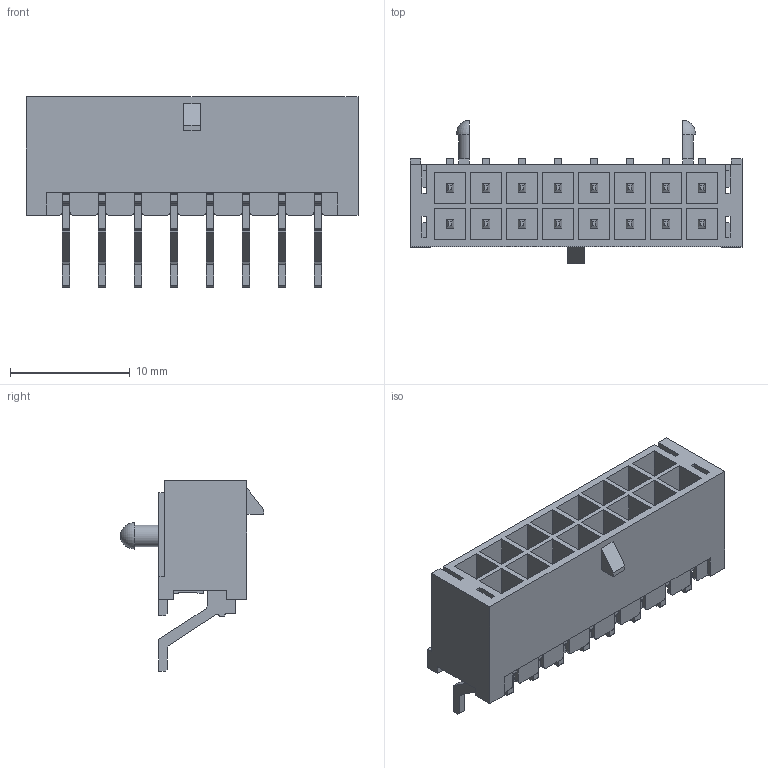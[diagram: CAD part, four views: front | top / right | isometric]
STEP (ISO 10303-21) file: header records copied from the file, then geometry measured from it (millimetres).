
FILE_DESCRIPTION(/* description */ ('Unknown'),/* implementation_level */ '2;1');
FILE_NAME(/* name */ '662016236022',/* time_stamp */ '2017-07-20T15:45:51+02:00',/* author */ ('Unknown'),/* organization */ ('Unknown'),/* preprocessor_version */ 'ST-DEVELOPER v16.7',/* originating_system */ 'DEX',/* authorisation */ $);
FILE_SCHEMA (('AUTOMOTIVE_DESIGN {1 0 10303 214 3 1 1}'));
Length unit declared in the file: millimetre
Products named in the file (4): 6620xx236022; 662016236022; 6620xx236022_PIN_COURTE; 6620xx236022_PIN_LONGUE
Assembly tree (17 placements, depth 2):
  6620xx236022
    662016236022
    6620xx236022_PIN_COURTE  x8
    6620xx236022_PIN_LONGUE  x8
Bounding box: 27.7 x 11.96 x 15.9 mm (x, y, z)
Volume: 1049 mm3; surface area: 3299.8 mm2
Topology: 17 solids, 17 shells, 799 faces, 2244 edges, 1474 vertices
Faces by surface type: plane 707, cylinder 90, torus 2
Entity records: 13939 total; most frequent: CARTESIAN_POINT 2477, ORIENTED_EDGE 2458, DIRECTION 2185, EDGE_CURVE 1229, LINE 1137, VECTOR 1137, VERTEX_POINT 816, AXIS2_PLACEMENT_3D 524
